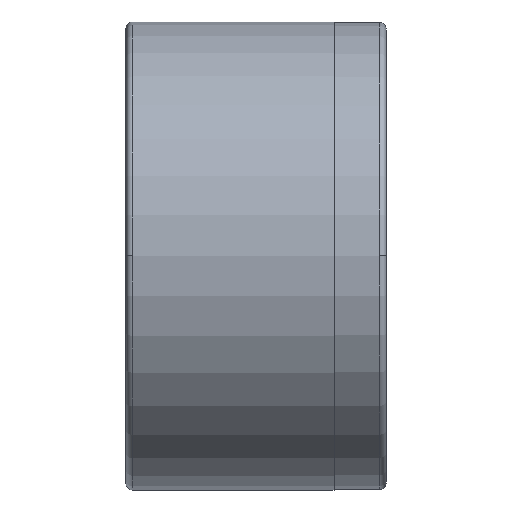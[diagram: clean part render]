
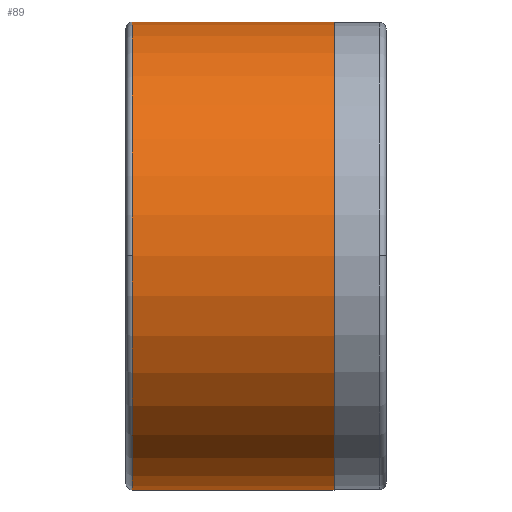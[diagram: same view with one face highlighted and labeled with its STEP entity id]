
A CAD part, top view. The second image highlights one B-rep face of the part: STEP entity #89.
In plain terms, the highlighted cylindrical face has radius 9 mm (diameter 18 mm), a partial arc.
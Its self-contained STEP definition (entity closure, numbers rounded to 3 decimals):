
#89 = ADVANCED_FACE( '', ( #123 ), #124, .T. );
#123 = FACE_OUTER_BOUND( '', #160, .T. );
#124 = CYLINDRICAL_SURFACE( '', #161, 9. );
#160 = EDGE_LOOP( '', ( #285, #286, #287, #288, #289 ) );
#161 = AXIS2_PLACEMENT_3D( '', #290, #291, #292 );
#285 = ORIENTED_EDGE( '', *, *, #316, .T. );
#286 = ORIENTED_EDGE( '', *, *, #311, .F. );
#287 = ORIENTED_EDGE( '', *, *, #354, .F. );
#288 = ORIENTED_EDGE( '', *, *, #318, .T. );
#289 = ORIENTED_EDGE( '', *, *, #353, .T. );
#290 = CARTESIAN_POINT( '', ( 4.125, 0., 0. ) );
#291 = DIRECTION( '', ( 1., 0., 0. ) );
#292 = DIRECTION( '', ( 0., 1., 0. ) );
#311 = EDGE_CURVE( '', #356, #359, #360, .T. );
#316 = EDGE_CURVE( '', #368, #359, #369, .T. );
#318 = EDGE_CURVE( '', #372, #370, #373, .T. );
#353 = EDGE_CURVE( '', #370, #368, #431, .T. );
#354 = EDGE_CURVE( '', #372, #356, #432, .T. );
#356 = VERTEX_POINT( '', #434 );
#359 = VERTEX_POINT( '', #437 );
#360 = CIRCLE( '', #438, 9. );
#368 = VERTEX_POINT( '', #446 );
#369 = LINE( '', #447, #448 );
#370 = VERTEX_POINT( '', #449 );
#372 = VERTEX_POINT( '', #451 );
#373 = LINE( '', #452, #453 );
#431 = CIRCLE( '', #515, 9. );
#432 = CIRCLE( '', #516, 9. );
#434 = CARTESIAN_POINT( '', ( 0.25, 0., 9. ) );
#437 = CARTESIAN_POINT( '', ( 0.25, 9., 0. ) );
#438 = AXIS2_PLACEMENT_3D( '', #521, #522, #523 );
#446 = CARTESIAN_POINT( '', ( 8., 9., 0. ) );
#447 = CARTESIAN_POINT( '', ( 4.125, 9., 0. ) );
#448 = VECTOR( '', #536, 1. );
#449 = CARTESIAN_POINT( '', ( 8., -9., 0. ) );
#451 = CARTESIAN_POINT( '', ( 0.25, -9., 0. ) );
#452 = CARTESIAN_POINT( '', ( 4.125, -9., 0. ) );
#453 = VECTOR( '', #540, 1. );
#515 = AXIS2_PLACEMENT_3D( '', #635, #636, #637 );
#516 = AXIS2_PLACEMENT_3D( '', #638, #639, #640 );
#521 = CARTESIAN_POINT( '', ( 0.25, 0., 0. ) );
#522 = DIRECTION( '', ( -1., 0., 0. ) );
#523 = DIRECTION( '', ( 0., 1., 0. ) );
#536 = DIRECTION( '', ( -1., 0., 0. ) );
#540 = DIRECTION( '', ( 1., 0., 0. ) );
#635 = CARTESIAN_POINT( '', ( 8., 0., 0. ) );
#636 = DIRECTION( '', ( -1., 0., 0. ) );
#637 = DIRECTION( '', ( 0., 1., 0. ) );
#638 = CARTESIAN_POINT( '', ( 0.25, 0., 0. ) );
#639 = DIRECTION( '', ( -1., 0., 0. ) );
#640 = DIRECTION( '', ( 0., 1., 0. ) );
